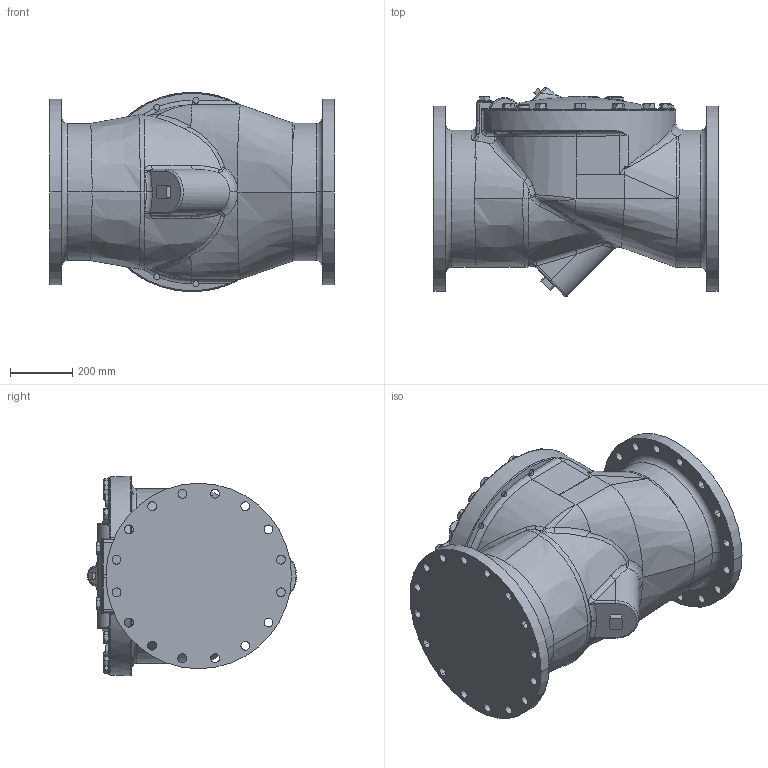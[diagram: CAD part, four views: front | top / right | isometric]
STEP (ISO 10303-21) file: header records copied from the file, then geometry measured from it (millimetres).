
FILE_DESCRIPTION((''),'2;1');
FILE_NAME('516C_SW0001','2023-10-31T13:51:50',('jlesh'),(''),'CREO PARAMETRIC BY PTC INC, 2023072','CREO PARAMETRIC BY PTC INC, 2023072','');
FILE_SCHEMA(('AUTOMOTIVE_DESIGN { 1 0 10303 214 1 1 1 1 }'));
Length unit declared in the file: inch
Products named in the file (1): 516C_SW0001
Bounding box: 914.4 x 673.23 x 641.17 mm (x, y, z)
Volume: 197134471.6 mm3; surface area: 2655237.7 mm2
Topology: 1 solids, 1 shells, 706 faces, 1672 edges, 1009 vertices
Faces by surface type: plane 189, cylinder 158, bspline 144, torus 99, cone 96, sphere 20
Entity records: 50581 total; most frequent: CARTESIAN_POINT 32536, ORIENTED_EDGE 3332, DIRECTION 2845, EDGE_CURVE 1666, COLOUR_RGB 1328, AXIS2_PLACEMENT_3D 1199, VERTEX_POINT 1009, EDGE_LOOP 817
